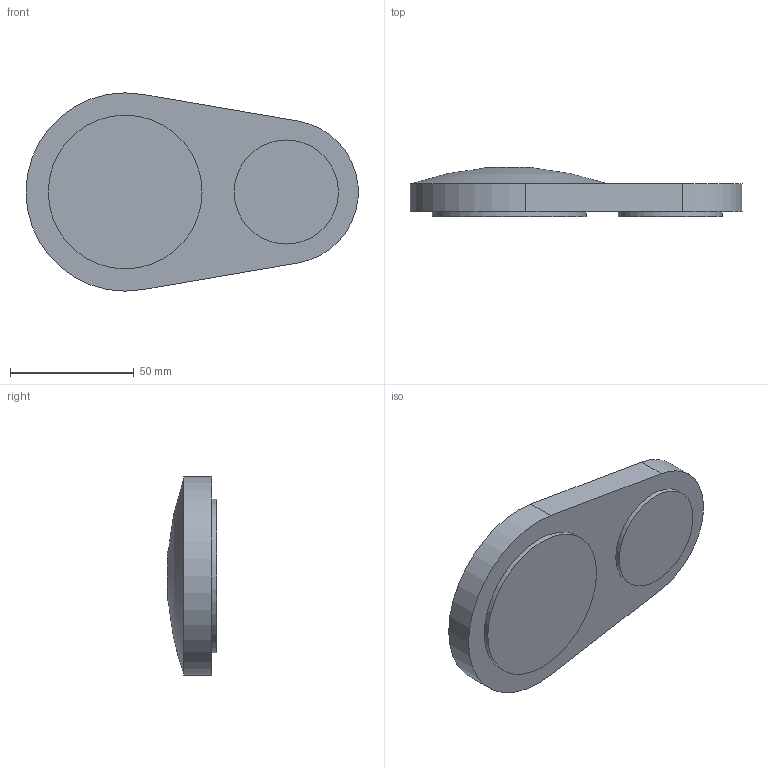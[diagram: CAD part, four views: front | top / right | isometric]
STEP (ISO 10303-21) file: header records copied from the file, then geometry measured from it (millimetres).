
FILE_DESCRIPTION( ( 'STEP AP214' ), '1' );
FILE_NAME( 'K0417.40801.stp', '2020-12-07T14:38:55', ( '' ), ( '' ), ' ', 'PARTsolutions', ' ' );
FILE_SCHEMA( ( 'AUTOMOTIVE_DESIGN { 1 0 10303 214 1 1 1 1 }' ) );
Length unit declared in the file: millimetre
Products named in the file (1): _K0417.40801
Bounding box: 133.9 x 20 x 80 mm (x, y, z)
Volume: 113442.3 mm3; surface area: 24851.3 mm2
Topology: 1 solids, 2 shells, 22 faces, 38 edges, 25 vertices
Faces by surface type: plane 11, cylinder 9, sphere 2
Full cylindrical faces by diameter (mm): 8 x1, 14 x1, 20 x1, 22 x1, 30 x1, 42 x1, 62 x1
Entity records: 674 total; most frequent: DIRECTION 94, CARTESIAN_POINT 75, ORIENTED_EDGE 56, AXIS2_PLACEMENT_3D 43, EDGE_LOOP 38, FACE_OUTER_BOUND 31, EDGE_CURVE 28, VERTEX_POINT 24
